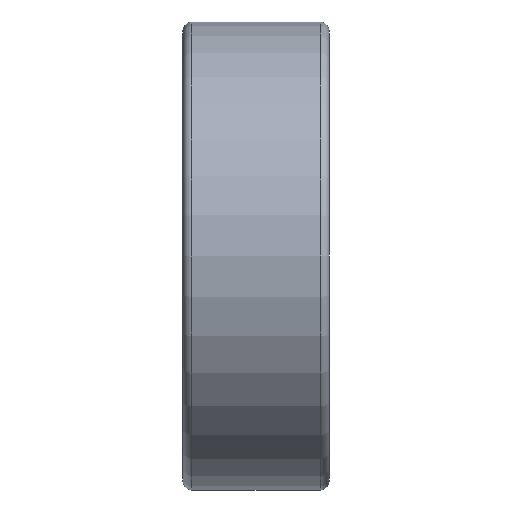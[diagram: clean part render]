
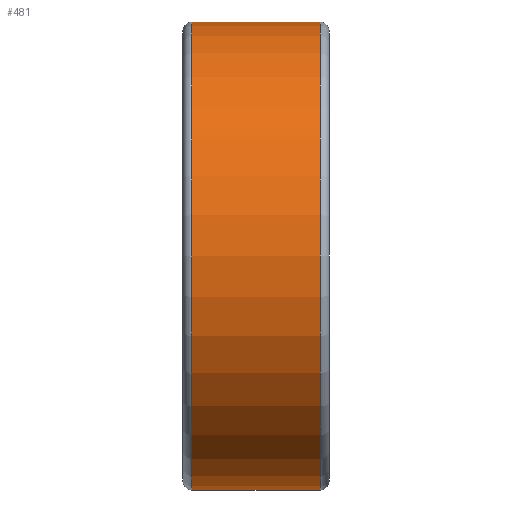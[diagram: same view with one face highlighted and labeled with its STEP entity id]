
A CAD part, front view. The second image highlights one B-rep face of the part: STEP entity #481.
In plain terms, the highlighted cylindrical face has radius 8 mm (diameter 16 mm), a partial arc.
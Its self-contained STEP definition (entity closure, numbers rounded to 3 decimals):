
#17 = AXIS2_PLACEMENT_3D ( 'NONE', #1252, #534, #802 ) ;
#55 = EDGE_CURVE ( 'NONE', #1479, #629, #897, .T. ) ;
#106 = EDGE_CURVE ( 'NONE', #629, #1504, #1094, .T. ) ;
#160 = CARTESIAN_POINT ( 'NONE',  ( 4.7, -4., -8. ) ) ;
#217 = CARTESIAN_POINT ( 'NONE',  ( -1.067, -4., -8. ) ) ;
#237 = VECTOR ( 'NONE', #715, 1000. ) ;
#240 = CARTESIAN_POINT ( 'NONE',  ( 4.7, -4., 8. ) ) ;
#311 = CIRCLE ( 'NONE', #1178, 8. ) ;
#325 = DIRECTION ( 'NONE',  ( -1., 0., 0. ) ) ;
#350 = EDGE_LOOP ( 'NONE', ( #1280, #423, #1113, #794 ) ) ;
#423 = ORIENTED_EDGE ( 'NONE', *, *, #55, .T. ) ;
#430 = CARTESIAN_POINT ( 'NONE',  ( 0.3, -4., 0. ) ) ;
#481 = ADVANCED_FACE ( 'NONE', ( #559 ), #914, .T. ) ;
#517 = CARTESIAN_POINT ( 'NONE',  ( 0.3, -4., 8. ) ) ;
#534 = DIRECTION ( 'NONE',  ( -1., 0., 0. ) ) ;
#559 = FACE_OUTER_BOUND ( 'NONE', #350, .T. ) ;
#627 = CARTESIAN_POINT ( 'NONE',  ( 0.3, -4., -8. ) ) ;
#629 = VERTEX_POINT ( 'NONE', #240 ) ;
#715 = DIRECTION ( 'NONE',  ( -1., 0., 0. ) ) ;
#794 = ORIENTED_EDGE ( 'NONE', *, *, #1128, .T. ) ;
#802 = DIRECTION ( 'NONE',  ( 0., 0., 1. ) ) ;
#883 = VECTOR ( 'NONE', #325, 1000. ) ;
#897 = CIRCLE ( 'NONE', #1228, 8. ) ;
#914 = CYLINDRICAL_SURFACE ( 'NONE', #17, 8. ) ;
#922 = DIRECTION ( 'NONE',  ( 1., 0., 0. ) ) ;
#942 = CARTESIAN_POINT ( 'NONE',  ( -1.067, -4., 8. ) ) ;
#1019 = CARTESIAN_POINT ( 'NONE',  ( 4.7, -4., 0. ) ) ;
#1051 = DIRECTION ( 'NONE',  ( 0., 0., 1. ) ) ;
#1094 = LINE ( 'NONE', #942, #237 ) ;
#1113 = ORIENTED_EDGE ( 'NONE', *, *, #106, .T. ) ;
#1128 = EDGE_CURVE ( 'NONE', #1504, #1472, #311, .T. ) ;
#1158 = DIRECTION ( 'NONE',  ( 0., 0., -1. ) ) ;
#1178 = AXIS2_PLACEMENT_3D ( 'NONE', #430, #922, #1158 ) ;
#1216 = EDGE_CURVE ( 'NONE', #1479, #1472, #1274, .T. ) ;
#1228 = AXIS2_PLACEMENT_3D ( 'NONE', #1019, #1266, #1051 ) ;
#1252 = CARTESIAN_POINT ( 'NONE',  ( -1.067, -4., 0. ) ) ;
#1266 = DIRECTION ( 'NONE',  ( -1., 0., 0. ) ) ;
#1274 = LINE ( 'NONE', #217, #883 ) ;
#1280 = ORIENTED_EDGE ( 'NONE', *, *, #1216, .F. ) ;
#1472 = VERTEX_POINT ( 'NONE', #627 ) ;
#1479 = VERTEX_POINT ( 'NONE', #160 ) ;
#1504 = VERTEX_POINT ( 'NONE', #517 ) ;
